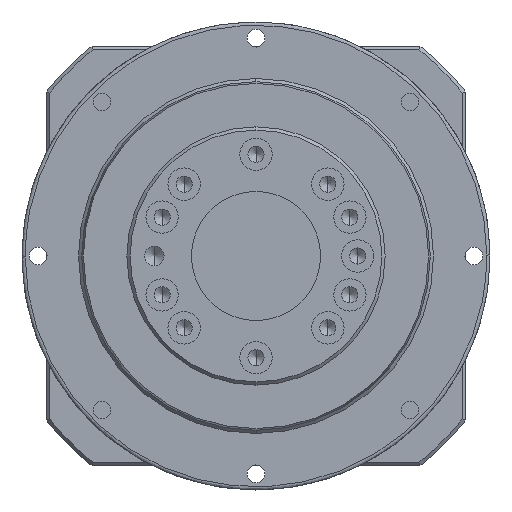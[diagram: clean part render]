
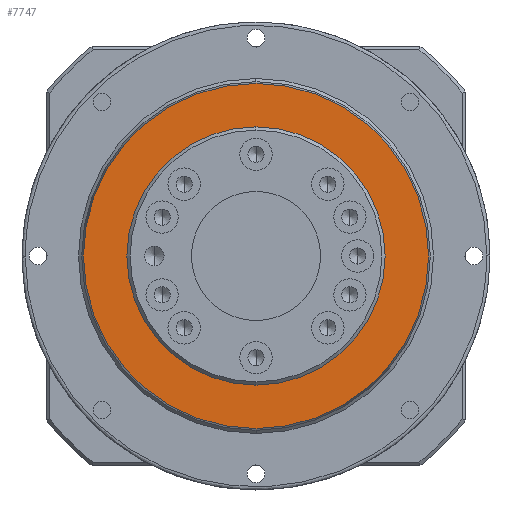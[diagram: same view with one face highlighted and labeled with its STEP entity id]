
A CAD part, left-side view. The second image highlights one B-rep face of the part: STEP entity #7747.
In plain terms, the highlighted planar face has unit normal (-1, 0, 0).
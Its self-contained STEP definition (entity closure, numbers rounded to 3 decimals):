
#135 = AXIS2_PLACEMENT_3D ( 'NONE', #7342, #3174, #232 ) ;
#232 = DIRECTION ( 'NONE',  ( 0., 0., 1. ) ) ;
#316 = DIRECTION ( 'NONE',  ( 0., 0., 1. ) ) ;
#319 = AXIS2_PLACEMENT_3D ( 'NONE', #11941, #2318, #9305 ) ;
#1320 = EDGE_LOOP ( 'NONE', ( #12722, #3641 ) ) ;
#2013 = CARTESIAN_POINT ( 'NONE',  ( -613.5, 0., 0. ) ) ;
#2318 = DIRECTION ( 'NONE',  ( 1., 0., 0. ) ) ;
#2653 = CARTESIAN_POINT ( 'NONE',  ( -613.5, 0., 0. ) ) ;
#2911 = VERTEX_POINT ( 'NONE', #8677 ) ;
#3174 = DIRECTION ( 'NONE',  ( -1., 0., 0. ) ) ;
#3268 = CIRCLE ( 'NONE', #5451, 40. ) ;
#3641 = ORIENTED_EDGE ( 'NONE', *, *, #12572, .F. ) ;
#3755 = VERTEX_POINT ( 'NONE', #3811 ) ;
#3811 = CARTESIAN_POINT ( 'NONE',  ( -613.5, 0., 53.464 ) ) ;
#5302 = EDGE_LOOP ( 'NONE', ( #8384, #12393 ) ) ;
#5451 = AXIS2_PLACEMENT_3D ( 'NONE', #2653, #7645, #8562 ) ;
#5882 = VERTEX_POINT ( 'NONE', #13025 ) ;
#6202 = PLANE ( 'NONE',  #135 ) ;
#6327 = DIRECTION ( 'NONE',  ( 1., 0., 0. ) ) ;
#6557 = CIRCLE ( 'NONE', #9999, 53.464 ) ;
#7135 = EDGE_CURVE ( 'NONE', #12836, #2911, #9199, .T. ) ;
#7342 = CARTESIAN_POINT ( 'NONE',  ( -613.5, 0., 0. ) ) ;
#7645 = DIRECTION ( 'NONE',  ( 1., 0., 0. ) ) ;
#7747 = ADVANCED_FACE ( 'NONE', ( #10765, #8208 ), #6202, .T. ) ;
#8192 = CARTESIAN_POINT ( 'NONE',  ( -613.5, 0., 0. ) ) ;
#8208 = FACE_OUTER_BOUND ( 'NONE', #1320, .T. ) ;
#8384 = ORIENTED_EDGE ( 'NONE', *, *, #12650, .T. ) ;
#8562 = DIRECTION ( 'NONE',  ( 0., 0., 1. ) ) ;
#8677 = CARTESIAN_POINT ( 'NONE',  ( -613.5, 0., 40. ) ) ;
#8922 = DIRECTION ( 'NONE',  ( 1., 0., 0. ) ) ;
#9199 = CIRCLE ( 'NONE', #9464, 40. ) ;
#9305 = DIRECTION ( 'NONE',  ( 0., 0., -1. ) ) ;
#9464 = AXIS2_PLACEMENT_3D ( 'NONE', #8192, #6327, #316 ) ;
#9877 = CIRCLE ( 'NONE', #319, 53.464 ) ;
#9999 = AXIS2_PLACEMENT_3D ( 'NONE', #2013, #8922, #12026 ) ;
#10765 = FACE_BOUND ( 'NONE', #5302, .T. ) ;
#11941 = CARTESIAN_POINT ( 'NONE',  ( -613.5, 0., 0. ) ) ;
#12026 = DIRECTION ( 'NONE',  ( 0., 0., -1. ) ) ;
#12393 = ORIENTED_EDGE ( 'NONE', *, *, #7135, .T. ) ;
#12572 = EDGE_CURVE ( 'NONE', #3755, #5882, #9877, .T. ) ;
#12650 = EDGE_CURVE ( 'NONE', #2911, #12836, #3268, .T. ) ;
#12722 = ORIENTED_EDGE ( 'NONE', *, *, #12908, .F. ) ;
#12836 = VERTEX_POINT ( 'NONE', #13037 ) ;
#12908 = EDGE_CURVE ( 'NONE', #5882, #3755, #6557, .T. ) ;
#13025 = CARTESIAN_POINT ( 'NONE',  ( -613.5, 0., -53.464 ) ) ;
#13037 = CARTESIAN_POINT ( 'NONE',  ( -613.5, 0., -40. ) ) ;
